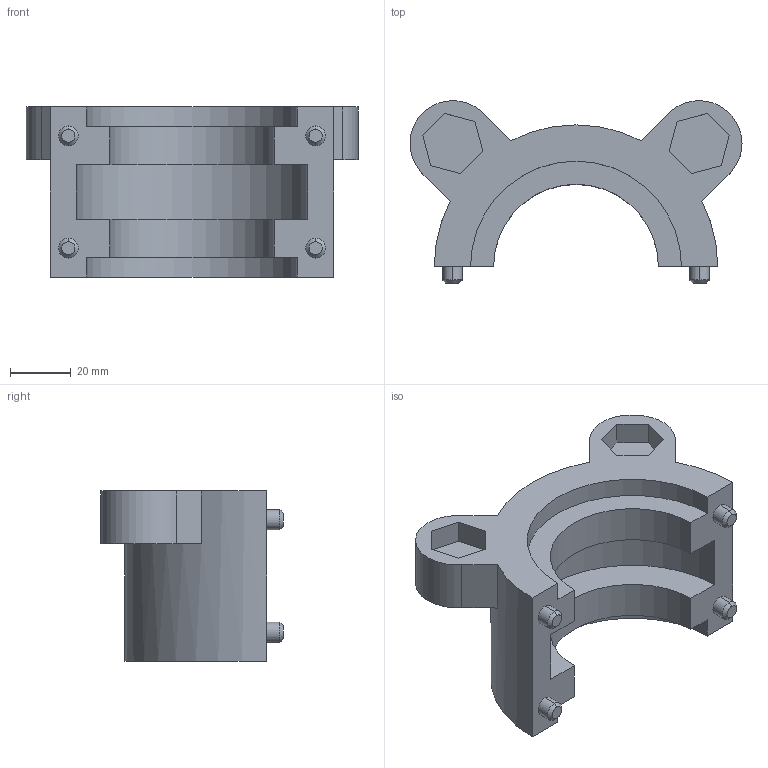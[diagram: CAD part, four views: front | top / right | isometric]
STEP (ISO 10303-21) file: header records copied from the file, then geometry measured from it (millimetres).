
FILE_DESCRIPTION (( 'STEP AP214' ), '1' );
FILE_NAME ('Gauder_magnet_case_left.STEP', '2025-03-26T23:42:33', ( '' ), ( '' ), 'SwSTEP 2.0', 'SolidWorks 2024', '' );
FILE_SCHEMA (( 'AUTOMOTIVE_DESIGN' ));
Length unit declared in the file: millimetre
Products named in the file (1): Gauder_magnet_case_left
Bounding box: 109.34 x 60.1 x 56.02 mm (x, y, z)
Volume: 115616.9 mm3; surface area: 27598.4 mm2
Topology: 1 solids, 1 shells, 57 faces, 139 edges, 90 vertices
Faces by surface type: plane 32, cylinder 17, cone 8
Entity records: 1709 total; most frequent: DIRECTION 301, CARTESIAN_POINT 287, ORIENTED_EDGE 278, EDGE_CURVE 139, AXIS2_PLACEMENT_3D 104, VECTOR 93, LINE 93, VERTEX_POINT 90
